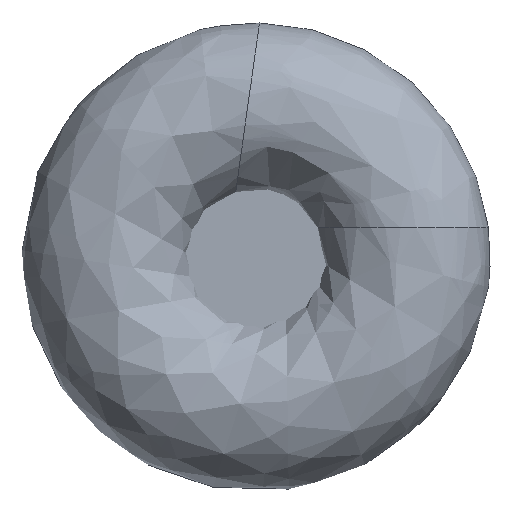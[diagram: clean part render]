
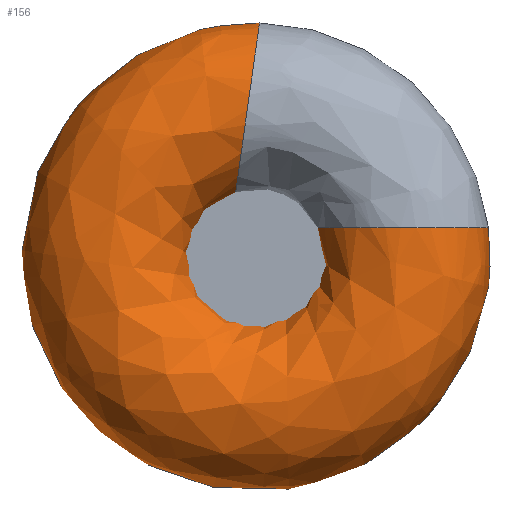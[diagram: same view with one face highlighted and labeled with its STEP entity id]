
A CAD part, left-side view. The second image highlights one B-rep face of the part: STEP entity #156.
In plain terms, the highlighted free-form (B-spline) face has degree [3, 3] with [7, 7] control points.
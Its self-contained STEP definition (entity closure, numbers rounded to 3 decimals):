
#32=(
BOUNDED_SURFACE()
B_SPLINE_SURFACE(3,3,((#618,#619,#620,#621,#622,#623,#624),(#625,#626,#627,
#628,#629,#630,#631),(#632,#633,#634,#635,#636,#637,#638),(#639,#640,#641,
#642,#643,#644,#645),(#646,#647,#648,#649,#650,#651,#652),(#653,#654,#655,
#656,#657,#658,#659),(#660,#661,#662,#663,#664,#665,#666)),
 .UNSPECIFIED.,.T.,.F.,.F.)
B_SPLINE_SURFACE_WITH_KNOTS((1,3,3,3,1),(4,3,4),(-0.5,0.,0.5,1.,1.5),(0.,
0.5,1.),.UNSPECIFIED.)
GEOMETRIC_REPRESENTATION_ITEM()
RATIONAL_B_SPLINE_SURFACE(((1.,0.567,0.567,1.,0.567,
0.567,1.),(0.333,0.189,0.189,
0.333,0.189,0.189,0.333),
(0.333,0.189,0.189,0.333,
0.189,0.189,0.333),(1.,0.567,
0.567,1.,0.567,0.567,1.),(0.333,
0.189,0.189,0.333,0.189,
0.189,0.333),(0.333,0.189,
0.189,0.333,0.189,0.189,
0.333),(1.,0.567,0.567,1.,0.567,
0.567,1.)))
REPRESENTATION_ITEM('')
SURFACE()
);
#127=FACE_BOUND('',#212,.T.);
#128=FACE_BOUND('',#213,.T.);
#156=ADVANCED_FACE('',(#127,#128),#32,.F.);
#212=EDGE_LOOP('',(#264));
#213=EDGE_LOOP('',(#265));
#264=ORIENTED_EDGE('',*,*,#318,.T.);
#265=ORIENTED_EDGE('',*,*,#319,.T.);
#292=VERTEX_POINT('',#615);
#293=VERTEX_POINT('',#617);
#318=EDGE_CURVE('',#292,#292,#344,.T.);
#319=EDGE_CURVE('',#293,#293,#345,.T.);
#344=CIRCLE('',#393,6.);
#345=CIRCLE('',#394,6.);
#393=AXIS2_PLACEMENT_3D('',#614,#492,#493);
#394=AXIS2_PLACEMENT_3D('',#616,#494,#495);
#492=DIRECTION('',(0.,0.99,0.139));
#493=DIRECTION('',(1.,0.,0.));
#494=DIRECTION('',(0.,0.,-1.));
#495=DIRECTION('',(1.,0.,0.));
#614=CARTESIAN_POINT('',(6.,0.605,10.057));
#615=CARTESIAN_POINT('',(12.,0.605,10.057));
#616=CARTESIAN_POINT('',(6.,-9.875,2.));
#617=CARTESIAN_POINT('',(12.,-9.875,2.));
#618=CARTESIAN_POINT('',(12.,-9.875,2.));
#619=CARTESIAN_POINT('',(12.,-12.078,-8.879));
#620=CARTESIAN_POINT('',(12.,-2.659,-14.753));
#621=CARTESIAN_POINT('',(12.,6.141,-7.987));
#622=CARTESIAN_POINT('',(12.,14.941,-1.222));
#623=CARTESIAN_POINT('',(12.,11.685,9.39));
#624=CARTESIAN_POINT('',(12.,0.605,10.057));
#625=CARTESIAN_POINT('',(12.,2.125,2.));
#626=CARTESIAN_POINT('',(12.,-0.078,4.342));
#627=CARTESIAN_POINT('',(12.,-3.043,3.098));
#628=CARTESIAN_POINT('',(12.,-2.916,-0.115));
#629=CARTESIAN_POINT('',(12.,-2.789,-3.328));
#630=CARTESIAN_POINT('',(12.,0.265,-4.334));
#631=CARTESIAN_POINT('',(12.,2.277,-1.826));
#632=CARTESIAN_POINT('',(0.,2.125,2.));
#633=CARTESIAN_POINT('',(0.,-0.078,4.342));
#634=CARTESIAN_POINT('',(0.,-3.043,3.098));
#635=CARTESIAN_POINT('',(0.,-2.916,-0.115));
#636=CARTESIAN_POINT('',(0.,-2.789,-3.328));
#637=CARTESIAN_POINT('',(0.,0.265,-4.334));
#638=CARTESIAN_POINT('',(0.,2.277,-1.826));
#639=CARTESIAN_POINT('',(0.,-9.875,2.));
#640=CARTESIAN_POINT('',(0.,-12.078,-8.879));
#641=CARTESIAN_POINT('',(0.,-2.659,-14.753));
#642=CARTESIAN_POINT('',(0.,6.141,-7.987));
#643=CARTESIAN_POINT('',(0.,14.941,-1.222));
#644=CARTESIAN_POINT('',(0.,11.685,9.39));
#645=CARTESIAN_POINT('',(0.,0.605,10.057));
#646=CARTESIAN_POINT('',(0.,-21.875,2.));
#647=CARTESIAN_POINT('',(0.,-24.078,-22.1));
#648=CARTESIAN_POINT('',(0.,-2.275,-32.603));
#649=CARTESIAN_POINT('',(0.,15.198,-15.86));
#650=CARTESIAN_POINT('',(0.,32.671,0.884));
#651=CARTESIAN_POINT('',(0.,23.106,23.115));
#652=CARTESIAN_POINT('',(0.,-1.066,21.94));
#653=CARTESIAN_POINT('',(12.,-21.875,2.));
#654=CARTESIAN_POINT('',(12.,-24.078,-22.1));
#655=CARTESIAN_POINT('',(12.,-2.275,-32.603));
#656=CARTESIAN_POINT('',(12.,15.198,-15.86));
#657=CARTESIAN_POINT('',(12.,32.671,0.884));
#658=CARTESIAN_POINT('',(12.,23.106,23.115));
#659=CARTESIAN_POINT('',(12.,-1.066,21.94));
#660=CARTESIAN_POINT('',(12.,-9.875,2.));
#661=CARTESIAN_POINT('',(12.,-12.078,-8.879));
#662=CARTESIAN_POINT('',(12.,-2.659,-14.753));
#663=CARTESIAN_POINT('',(12.,6.141,-7.987));
#664=CARTESIAN_POINT('',(12.,14.941,-1.222));
#665=CARTESIAN_POINT('',(12.,11.685,9.39));
#666=CARTESIAN_POINT('',(12.,0.605,10.057));
